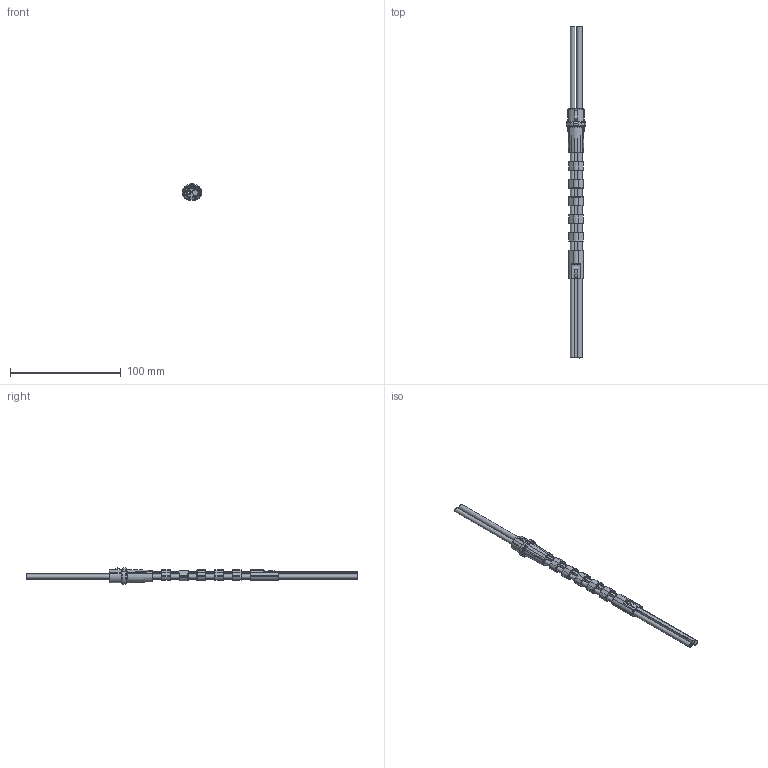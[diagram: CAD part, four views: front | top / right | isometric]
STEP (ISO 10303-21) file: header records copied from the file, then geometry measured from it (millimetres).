
FILE_DESCRIPTION(/* description */ ('Open CASCADE Model'),/* implementation_level */ '2;1');
FILE_NAME(/* name */ 'Umbilical.step',/* time_stamp */ '2025-11-15T17:06:42+11:00',/* author */ (''),/* organization */ (''),/* preprocessor_version */ 'ST-DEVELOPER v20.1',/* originating_system */ 'Autodesk Translation Framework v14.21.0.0',/* authorisation */ '');
FILE_SCHEMA (('AUTOMOTIVE_DESIGN { 1 0 10303 214 3 1 1 }'));
Length unit declared in the file: millimetre
Products named in the file (19): 38944f35-bdcb-11f0-897a-bcc7469dd9ff; [tpu]_Relief_Voron_x5xN; [tpu]_Relief_Voron_x5xN_part; [tpu]_Terminator_Voron_xN; [tpu]_Terminator_Voron_xN_part; [tpu]_Clip_Voron_xN; [tpu]_Clip_Voron_xN_part; Spring Steel Bend; [tpu]_Clip_Voron_xN_1; [tpu]_Clip_Voron_xN_part_1; Wire; PTFE; [tpu]_Clip_Voron_xN_2; [tpu]_Clip_Voron_xN_part_2; [tpu]_Clip_Voron_xN_3; [tpu]_Clip_Voron_xN_part_3; [tpu]_Clip_Voron_xN_4; [tpu]_Clip_Voron_xN_part_4; Spring Steel
Assembly tree (18 placements, depth 3):
  38944f35-bdcb-11f0-897a-bcc7469dd9ff
    [tpu]_Relief_Voron_x5xN
      [tpu]_Relief_Voron_x5xN_part
    [tpu]_Terminator_Voron_xN
      [tpu]_Terminator_Voron_xN_part
    [tpu]_Clip_Voron_xN
      [tpu]_Clip_Voron_xN_part
    Spring Steel Bend
    [tpu]_Clip_Voron_xN_1
      [tpu]_Clip_Voron_xN_part_1
    Wire
    PTFE
    [tpu]_Clip_Voron_xN_2
      [tpu]_Clip_Voron_xN_part_2
    [tpu]_Clip_Voron_xN_3
      [tpu]_Clip_Voron_xN_part_3
    [tpu]_Clip_Voron_xN_4
      [tpu]_Clip_Voron_xN_part_4
    Spring Steel
Bounding box: 17.98 x 300 x 15.1 mm (x, y, z)
Volume: 16526.7 mm3; surface area: 22710.4 mm2
Topology: 11 solids, 11 shells, 593 faces, 1397 edges, 824 vertices
Faces by surface type: plane 380, cone 123, cylinder 77, bspline 8, torus 5
Full cylindrical faces by diameter (mm): 2.5 x1, 4 x1, 5 x1
Entity records: 18186 total; most frequent: CARTESIAN_POINT 4238, DIRECTION 2873, ORIENTED_EDGE 2794, EDGE_CURVE 1397, AXIS2_PLACEMENT_3D 966, LINE 941, VECTOR 941, VERTEX_POINT 824
